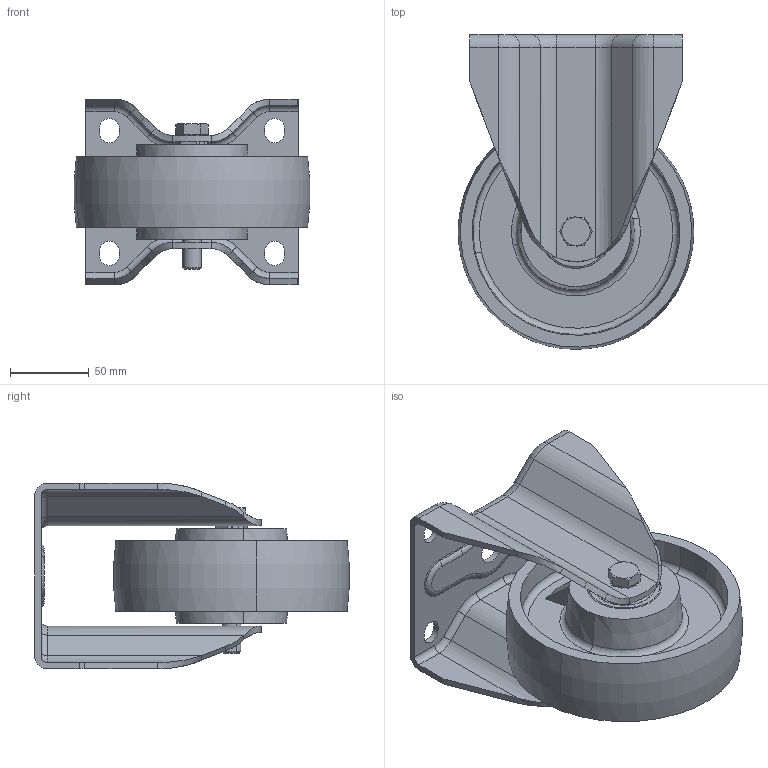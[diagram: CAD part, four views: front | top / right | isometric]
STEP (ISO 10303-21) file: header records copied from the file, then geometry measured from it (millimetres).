
FILE_DESCRIPTION (( 'STEP AP214' ), '1' );
FILE_NAME ('0047455_B-IHB-GGK-150-K_(A-01).step', '2019-08-19T08:20:56', ( 'Windows-Benutzer' ), ( '' ), 'SwSTEP 2.0', 'SolidWorks 2018', '' );
FILE_SCHEMA (( 'AUTOMOTIVE_DESIGN' ));
Length unit declared in the file: millimetre
Products named in the file (1): 0047455_B-IHB-GGK-150-K_(A-01)
Bounding box: 149.66 x 199.83 x 118 mm (x, y, z)
Volume: 641399.1 mm3; surface area: 216870.4 mm2
Topology: 18 solids, 18 shells, 414 faces, 918 edges, 548 vertices
Faces by surface type: cylinder 138, plane 119, torus 105, cone 40, bspline 12
Entity records: 17001 total; most frequent: CARTESIAN_POINT 2800, DIRECTION 2157, ORIENTED_EDGE 1836, EDGE_CURVE 918, AXIS2_PLACEMENT_3D 901, VERTEX_POINT 548, CIRCLE 498, EDGE_LOOP 464
